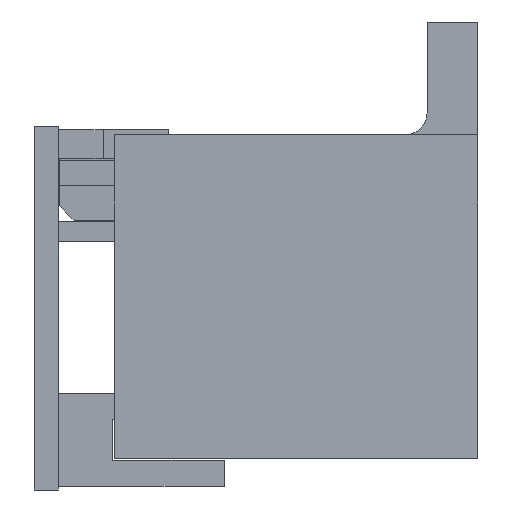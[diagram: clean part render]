
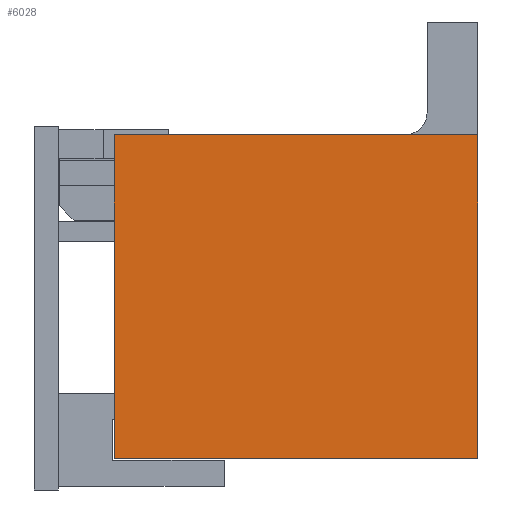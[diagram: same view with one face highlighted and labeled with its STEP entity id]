
A CAD part, left-side view. The second image highlights one B-rep face of the part: STEP entity #6028.
In plain terms, the highlighted planar face has unit normal (-1, 0, 0).
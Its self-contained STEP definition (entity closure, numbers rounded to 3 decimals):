
#363=DIRECTION('',(0.,0.,1.));
#364=VECTOR('',#363,4.45);
#365=CARTESIAN_POINT('',(-6.65,-2.875,-2.225));
#366=LINE('',#365,#364);
#2129=DIRECTION('',(0.,-1.,0.));
#2130=VECTOR('',#2129,5.);
#2131=CARTESIAN_POINT('',(-6.65,2.125,2.225));
#2132=LINE('',#2131,#2130);
#2145=DIRECTION('',(0.,-1.,0.));
#2146=VECTOR('',#2145,5.);
#2147=CARTESIAN_POINT('',(-6.65,2.125,-2.225));
#2148=LINE('',#2147,#2146);
#2157=DIRECTION('',(0.,0.,-1.));
#2158=VECTOR('',#2157,4.45);
#2159=CARTESIAN_POINT('',(-6.65,2.125,2.225));
#2160=LINE('',#2159,#2158);
#2161=CARTESIAN_POINT('',(-6.65,-2.875,-2.225));
#2163=VERTEX_POINT('',#2161);
#2165=CARTESIAN_POINT('',(-6.65,-2.875,2.225));
#2166=VERTEX_POINT('',#2165);
#2169=CARTESIAN_POINT('',(-6.65,2.125,2.225));
#2170=CARTESIAN_POINT('',(-6.65,2.125,-2.225));
#2171=VERTEX_POINT('',#2169);
#2172=VERTEX_POINT('',#2170);
#6017=CARTESIAN_POINT('',(-6.65,2.875,-2.225));
#6018=DIRECTION('',(-1.,0.,0.));
#6019=DIRECTION('',(0.,-1.,0.));
#6020=AXIS2_PLACEMENT_3D('',#6017,#6018,#6019);
#6021=PLANE('',#6020);
#6022=ORIENTED_EDGE('',*,*,#3351,.F.);
#6023=ORIENTED_EDGE('',*,*,#5985,.T.);
#6024=ORIENTED_EDGE('',*,*,#3254,.F.);
#6025=ORIENTED_EDGE('',*,*,#6010,.F.);
#6026=EDGE_LOOP('',(#6022,#6023,#6024,#6025));
#6027=FACE_OUTER_BOUND('',#6026,.F.);
#6028=ADVANCED_FACE('',(#6027),#6021,.T.);
#3254=EDGE_CURVE('',#2163,#2166,#366,.T.);
#3351=EDGE_CURVE('',#2171,#2172,#2160,.T.);
#5985=EDGE_CURVE('',#2171,#2166,#2132,.T.);
#6010=EDGE_CURVE('',#2172,#2163,#2148,.T.);
